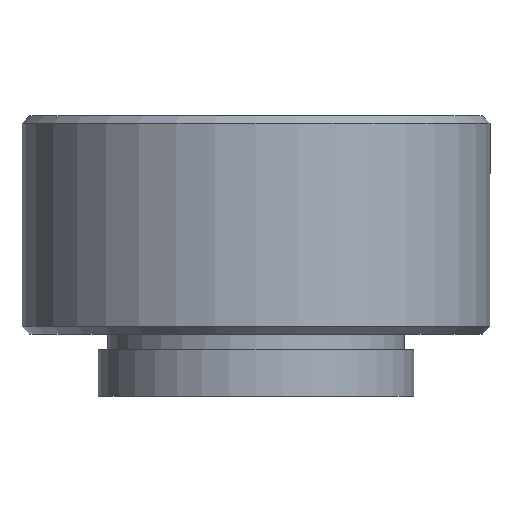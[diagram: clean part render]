
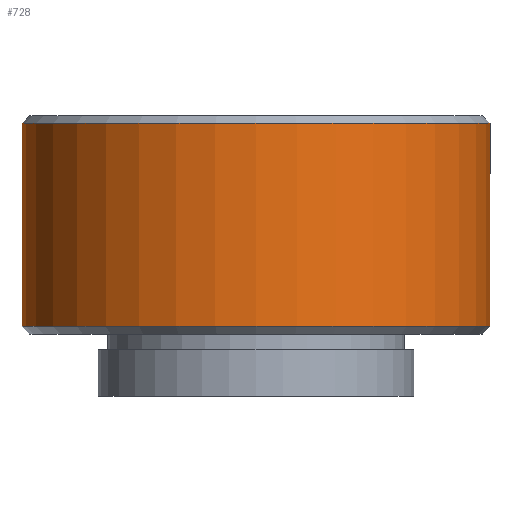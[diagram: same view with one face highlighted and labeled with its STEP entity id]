
A CAD part, front view. The second image highlights one B-rep face of the part: STEP entity #728.
In plain terms, the highlighted cylindrical face has radius 15 mm (diameter 30 mm), a partial arc.
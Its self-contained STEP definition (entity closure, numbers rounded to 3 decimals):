
#2 = CARTESIAN_POINT ( 'NONE',  ( 0., 0., 4.5 ) ) ;
#48 = DIRECTION ( 'NONE',  ( 0., 0., 1. ) ) ;
#74 = CARTESIAN_POINT ( 'NONE',  ( -15., 0., 4.5 ) ) ;
#118 = FACE_OUTER_BOUND ( 'NONE', #276, .T. ) ;
#119 = EDGE_CURVE ( 'NONE', #358, #334, #692, .T. ) ;
#166 = VERTEX_POINT ( 'NONE', #445 ) ;
#171 = CARTESIAN_POINT ( 'NONE',  ( 0., 0., 17.5 ) ) ;
#185 = CARTESIAN_POINT ( 'NONE',  ( 15., 0., 0. ) ) ;
#191 = CARTESIAN_POINT ( 'NONE',  ( 15., 0., 17.5 ) ) ;
#220 = EDGE_CURVE ( 'NONE', #334, #275, #234, .T. ) ;
#225 = CIRCLE ( 'NONE', #644, 15. ) ;
#229 = DIRECTION ( 'NONE',  ( 1., 0., 0. ) ) ;
#234 = LINE ( 'NONE', #185, #658 ) ;
#259 = CARTESIAN_POINT ( 'NONE',  ( 15., 0., 4.5 ) ) ;
#275 = VERTEX_POINT ( 'NONE', #191 ) ;
#276 = EDGE_LOOP ( 'NONE', ( #516, #344, #580, #513 ) ) ;
#296 = EDGE_CURVE ( 'NONE', #358, #166, #353, .T. ) ;
#334 = VERTEX_POINT ( 'NONE', #259 ) ;
#344 = ORIENTED_EDGE ( 'NONE', *, *, #119, .T. ) ;
#353 = LINE ( 'NONE', #453, #590 ) ;
#354 = AXIS2_PLACEMENT_3D ( 'NONE', #2, #48, #447 ) ;
#358 = VERTEX_POINT ( 'NONE', #74 ) ;
#385 = DIRECTION ( 'NONE',  ( 0., 0., -1. ) ) ;
#395 = CARTESIAN_POINT ( 'NONE',  ( 0., 0., 0. ) ) ;
#444 = DIRECTION ( 'NONE',  ( 0., 0., 1. ) ) ;
#445 = CARTESIAN_POINT ( 'NONE',  ( -15., 0., 17.5 ) ) ;
#447 = DIRECTION ( 'NONE',  ( 1., 0., 0. ) ) ;
#453 = CARTESIAN_POINT ( 'NONE',  ( -15., 0., 0. ) ) ;
#455 = DIRECTION ( 'NONE',  ( 0., 0., 1. ) ) ;
#507 = CYLINDRICAL_SURFACE ( 'NONE', #624, 15. ) ;
#513 = ORIENTED_EDGE ( 'NONE', *, *, #603, .T. ) ;
#516 = ORIENTED_EDGE ( 'NONE', *, *, #296, .F. ) ;
#580 = ORIENTED_EDGE ( 'NONE', *, *, #220, .T. ) ;
#590 = VECTOR ( 'NONE', #455, 1000. ) ;
#603 = EDGE_CURVE ( 'NONE', #275, #166, #225, .T. ) ;
#624 = AXIS2_PLACEMENT_3D ( 'NONE', #395, #444, #638 ) ;
#638 = DIRECTION ( 'NONE',  ( 1., 0., 0. ) ) ;
#644 = AXIS2_PLACEMENT_3D ( 'NONE', #171, #385, #229 ) ;
#645 = DIRECTION ( 'NONE',  ( 0., 0., 1. ) ) ;
#658 = VECTOR ( 'NONE', #645, 1000. ) ;
#692 = CIRCLE ( 'NONE', #354, 15. ) ;
#728 = ADVANCED_FACE ( 'NONE', ( #118 ), #507, .T. ) ;
